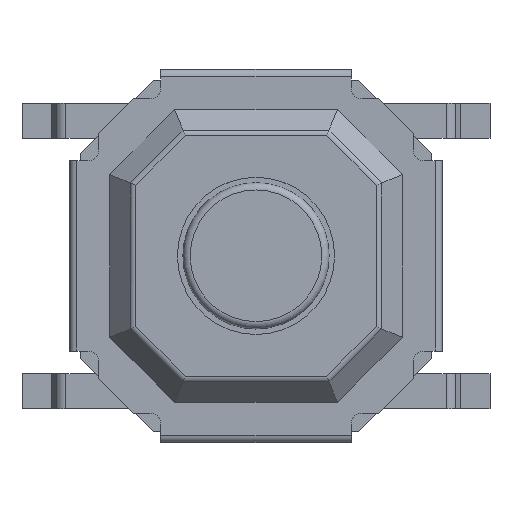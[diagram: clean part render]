
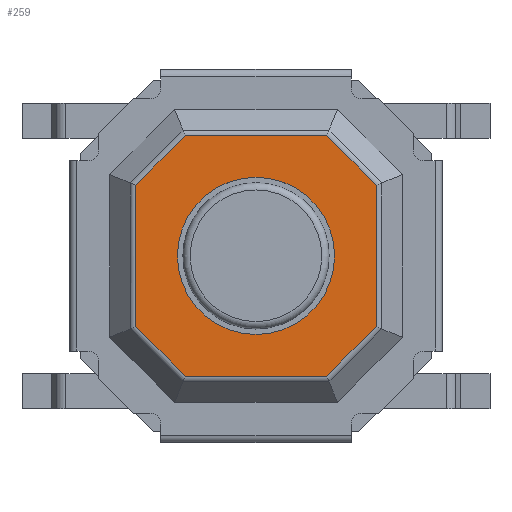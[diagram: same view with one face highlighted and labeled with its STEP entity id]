
A CAD part, top view. The second image highlights one B-rep face of the part: STEP entity #259.
In plain terms, the highlighted planar face has unit normal (0, 0, 1).
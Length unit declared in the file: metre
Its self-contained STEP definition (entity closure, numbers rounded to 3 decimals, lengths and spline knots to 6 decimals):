
#259 = ADVANCED_FACE( '', ( #728, #729 ), #730, .T. );
#728 = FACE_OUTER_BOUND( '', #1229, .T. );
#729 = FACE_BOUND( '', #1230, .T. );
#730 = PLANE( '', #1231 );
#1229 = EDGE_LOOP( '', ( #3067, #3068, #3069, #3070, #3071, #3072, #3073, #3074 ) );
#1230 = EDGE_LOOP( '', ( #3075 ) );
#1231 = AXIS2_PLACEMENT_3D( '', #3076, #3077, #3078 );
#3067 = ORIENTED_EDGE( '', *, *, #3349, .F. );
#3068 = ORIENTED_EDGE( '', *, *, #3347, .T. );
#3069 = ORIENTED_EDGE( '', *, *, #3344, .F. );
#3070 = ORIENTED_EDGE( '', *, *, #3341, .T. );
#3071 = ORIENTED_EDGE( '', *, *, #3336, .F. );
#3072 = ORIENTED_EDGE( '', *, *, #3334, .T. );
#3073 = ORIENTED_EDGE( '', *, *, #3333, .F. );
#3074 = ORIENTED_EDGE( '', *, *, #3330, .T. );
#3075 = ORIENTED_EDGE( '', *, *, #3875, .F. );
#3076 = CARTESIAN_POINT( '', ( 0.001711, 0.001711, 0.0012 ) );
#3077 = DIRECTION( '', ( 0., 0., 1. ) );
#3078 = DIRECTION( '', ( 1., 0., 0. ) );
#3330 = EDGE_CURVE( '', #4024, #4029, #4031, .T. );
#3333 = EDGE_CURVE( '', #4024, #4032, #4035, .T. );
#3334 = EDGE_CURVE( '', #4036, #4032, #4037, .T. );
#3336 = EDGE_CURVE( '', #4036, #4039, #4040, .T. );
#3341 = EDGE_CURVE( '', #4044, #4039, #4048, .T. );
#3344 = EDGE_CURVE( '', #4044, #4049, #4053, .T. );
#3347 = EDGE_CURVE( '', #4055, #4049, #4058, .T. );
#3349 = EDGE_CURVE( '', #4055, #4029, #4060, .T. );
#3875 = EDGE_CURVE( '', #4913, #4913, #4914, .T. );
#4024 = VERTEX_POINT( '', #5182 );
#4029 = VERTEX_POINT( '', #5194 );
#4031 = LINE( '', #5202, #5203 );
#4032 = VERTEX_POINT( '', #5204 );
#4035 = LINE( '', #5214, #5215 );
#4036 = VERTEX_POINT( '', #5216 );
#4037 = LINE( '', #5217, #5218 );
#4039 = VERTEX_POINT( '', #5226 );
#4040 = LINE( '', #5227, #5228 );
#4044 = VERTEX_POINT( '', #5239 );
#4048 = LINE( '', #5250, #5251 );
#4049 = VERTEX_POINT( '', #5252 );
#4053 = LINE( '', #5263, #5264 );
#4055 = VERTEX_POINT( '', #5266 );
#4058 = LINE( '', #5275, #5276 );
#4060 = LINE( '', #5279, #5280 );
#4913 = VERTEX_POINT( '', #6564 );
#4914 = CIRCLE( '', #6565, 0.001075 );
#5182 = CARTESIAN_POINT( '', ( 0.000967, 0.001645, 0.0012 ) );
#5194 = CARTESIAN_POINT( '', ( -0.000967, 0.001645, 0.0012 ) );
#5202 = CARTESIAN_POINT( '', ( 0.000967, 0.001645, 0.0012 ) );
#5203 = VECTOR( '', #6664, 1. );
#5204 = CARTESIAN_POINT( '', ( 0.001645, 0.000967, 0.0012 ) );
#5214 = CARTESIAN_POINT( '', ( 0.000967, 0.001645, 0.0012 ) );
#5215 = VECTOR( '', #6666, 1. );
#5216 = CARTESIAN_POINT( '', ( 0.001645, -0.000967, 0.0012 ) );
#5217 = CARTESIAN_POINT( '', ( 0.001645, -0.000967, 0.0012 ) );
#5218 = VECTOR( '', #6667, 1. );
#5226 = CARTESIAN_POINT( '', ( 0.000967, -0.001645, 0.0012 ) );
#5227 = CARTESIAN_POINT( '', ( 0.001645, -0.000967, 0.0012 ) );
#5228 = VECTOR( '', #6668, 1. );
#5239 = CARTESIAN_POINT( '', ( -0.000967, -0.001645, 0.0012 ) );
#5250 = CARTESIAN_POINT( '', ( -0.000967, -0.001645, 0.0012 ) );
#5251 = VECTOR( '', #6671, 1. );
#5252 = CARTESIAN_POINT( '', ( -0.001645, -0.000967, 0.0012 ) );
#5263 = CARTESIAN_POINT( '', ( -0.000967, -0.001645, 0.0012 ) );
#5264 = VECTOR( '', #6673, 1. );
#5266 = CARTESIAN_POINT( '', ( -0.001645, 0.000967, 0.0012 ) );
#5275 = CARTESIAN_POINT( '', ( -0.001645, 0.000967, 0.0012 ) );
#5276 = VECTOR( '', #6675, 1. );
#5279 = CARTESIAN_POINT( '', ( -0.001645, 0.000967, 0.0012 ) );
#5280 = VECTOR( '', #6677, 1. );
#6564 = CARTESIAN_POINT( '', ( -0.001075, 0., 0.0012 ) );
#6565 = AXIS2_PLACEMENT_3D( '', #7414, #7415, #7416 );
#6664 = DIRECTION( '', ( -1., 0., 0. ) );
#6666 = DIRECTION( '', ( 0.707, -0.707, 0. ) );
#6667 = DIRECTION( '', ( 0., 1., 0. ) );
#6668 = DIRECTION( '', ( -0.707, -0.707, 0. ) );
#6671 = DIRECTION( '', ( 1., 0., 0. ) );
#6673 = DIRECTION( '', ( -0.707, 0.707, 0. ) );
#6675 = DIRECTION( '', ( 0., -1., 0. ) );
#6677 = DIRECTION( '', ( 0.707, 0.707, 0. ) );
#7414 = CARTESIAN_POINT( '', ( 0., 0., 0.0012 ) );
#7415 = DIRECTION( '', ( 0., 0., 1. ) );
#7416 = DIRECTION( '', ( -1., 0., 0. ) );
